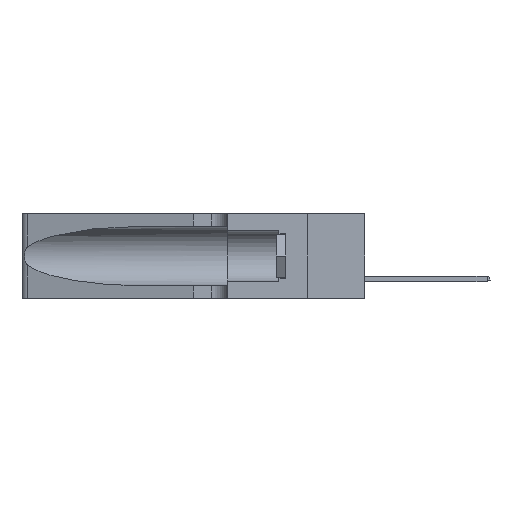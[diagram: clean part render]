
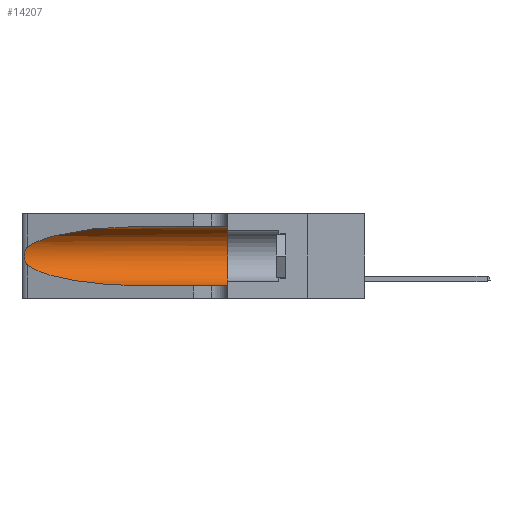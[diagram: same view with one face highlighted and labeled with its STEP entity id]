
A CAD part, left-side view. The second image highlights one B-rep face of the part: STEP entity #14207.
In plain terms, the highlighted cylindrical face has radius 3.308 mm (diameter 6.617 mm), a partial arc.
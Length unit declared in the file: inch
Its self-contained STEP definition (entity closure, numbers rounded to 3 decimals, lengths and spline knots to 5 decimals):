
#152 = CARTESIAN_POINT ( 'NONE',  ( 0.25487, 1.22718, 0.22369 ) ) ;
#424 = DIRECTION ( 'NONE',  ( 0., 0., 1. ) ) ;
#446 = DIRECTION ( 'NONE',  ( 0., 1., 0. ) ) ;
#601 = CARTESIAN_POINT ( 'NONE',  ( 0.26075, 1.23896, 0.19203 ) ) ;
#962 = DIRECTION ( 'NONE',  ( 0., -1., 0. ) ) ;
#1475 = CARTESIAN_POINT ( 'NONE',  ( 0.25487, 1.22718, 0.22369 ) ) ;
#2092 = ORIENTED_EDGE ( 'NONE', *, *, #9597, .F. ) ;
#2489 = AXIS2_PLACEMENT_3D ( 'NONE', #16258, #446, #424 ) ;
#2775 = EDGE_LOOP ( 'NONE', ( #19039, #10942, #26058, #18111, #2092, #5456 ) ) ;
#2811 = CARTESIAN_POINT ( 'NONE',  ( 0.1305, 0.72297, 0.05475 ) ) ;
#2931 = B_SPLINE_CURVE_WITH_KNOTS ( 'NONE', 3,
 ( #17949, #24589, #4860, #9246, #24497, #11427, #601, #4963, #5526, #15990, #18332, #27339, #16176, #9912 ),
 .UNSPECIFIED., .F., .F.,
 ( 4, 2, 2, 2, 2, 2, 4 ),
 ( 0., 0.00027, 0.00053, 0.00107, 0.0016, 0.00187, 0.00214 ),
 .UNSPECIFIED. ) ;
#3038 = EDGE_CURVE ( 'NONE', #19615, #27327, #20206, .T. ) ;
#3736 = VECTOR ( 'NONE', #13178, 39.37008 ) ;
#4860 = CARTESIAN_POINT ( 'NONE',  ( 0.25639, 1.23184, 0.21858 ) ) ;
#4963 = CARTESIAN_POINT ( 'NONE',  ( 0.26075, 1.23896, 0.178 ) ) ;
#5456 = ORIENTED_EDGE ( 'NONE', *, *, #9063, .F. ) ;
#5464 = CARTESIAN_POINT ( 'NONE',  ( 0.1305, 0.72297, 0.31525 ) ) ;
#5526 = CARTESIAN_POINT ( 'NONE',  ( 0.26017, 1.23833, 0.17102 ) ) ;
#7218 = VECTOR ( 'NONE', #962, 39.37008 ) ;
#7551 = CARTESIAN_POINT ( 'NONE',  ( 0.18966, 0.96281, 0.31525 ) ) ;
#8847 =( BOUNDED_CURVE ( )  B_SPLINE_CURVE ( 3, ( #17598, #13389, #24134, #11088 ),
 .UNSPECIFIED., .F., .F. ) 
 B_SPLINE_CURVE_WITH_KNOTS ( ( 4, 4 ),
 ( 3.44316, 4.71239 ),
 .UNSPECIFIED. ) 
 CURVE ( )  GEOMETRIC_REPRESENTATION_ITEM ( )  RATIONAL_B_SPLINE_CURVE ( ( 1., 0.87, 0.87, 1. ) ) 
 REPRESENTATION_ITEM ( '' )  );
#9063 = EDGE_CURVE ( 'NONE', #19615, #26601, #24939, .T. ) ;
#9246 = CARTESIAN_POINT ( 'NONE',  ( 0.25787, 1.23484, 0.2124 ) ) ;
#9597 = EDGE_CURVE ( 'NONE', #26601, #25958, #16395, .T. ) ;
#9912 = CARTESIAN_POINT ( 'NONE',  ( 0.25487, 1.22718, 0.14631 ) ) ;
#10942 = ORIENTED_EDGE ( 'NONE', *, *, #13397, .T. ) ;
#11088 = CARTESIAN_POINT ( 'NONE',  ( 0.1305, 0.72297, 0.05475 ) ) ;
#11248 = VERTEX_POINT ( 'NONE', #2811 ) ;
#11427 = CARTESIAN_POINT ( 'NONE',  ( 0.26018, 1.23835, 0.19895 ) ) ;
#11478 = CARTESIAN_POINT ( 'NONE',  ( 0.25487, 1.22718, 0.14631 ) ) ;
#12209 = CARTESIAN_POINT ( 'NONE',  ( 0.1305, 0.72297, 0.31525 ) ) ;
#12952 = EDGE_CURVE ( 'NONE', #21626, #11248, #8847, .T. ) ;
#13178 = DIRECTION ( 'NONE',  ( 0., -1., 0. ) ) ;
#13267 = LINE ( 'NONE', #19914, #3736 ) ;
#13389 = CARTESIAN_POINT ( 'NONE',  ( 0.2373, 1.15595, 0.08982 ) ) ;
#13397 = EDGE_CURVE ( 'NONE', #27327, #21626, #2931, .T. ) ;
#14207 = ADVANCED_FACE ( 'NONE', ( #25552 ), #15328, .F. ) ;
#14511 = EDGE_CURVE ( 'NONE', #11248, #25958, #13267, .T. ) ;
#15328 = CYLINDRICAL_SURFACE ( 'NONE', #20182, 0.13025 ) ;
#15990 = CARTESIAN_POINT ( 'NONE',  ( 0.25856, 1.23593, 0.16098 ) ) ;
#16176 = CARTESIAN_POINT ( 'NONE',  ( 0.25555, 1.22993, 0.14849 ) ) ;
#16258 = CARTESIAN_POINT ( 'NONE',  ( 0.1305, 0.35, 0.185 ) ) ;
#16352 = CARTESIAN_POINT ( 'NONE',  ( 0.1305, 1.61858, 0.31525 ) ) ;
#16395 = CIRCLE ( 'NONE', #2489, 0.13025 ) ;
#17574 = CARTESIAN_POINT ( 'NONE',  ( 0.1305, 0.35, 0.31525 ) ) ;
#17598 = CARTESIAN_POINT ( 'NONE',  ( 0.25487, 1.22718, 0.14631 ) ) ;
#17949 = CARTESIAN_POINT ( 'NONE',  ( 0.25487, 1.22718, 0.22369 ) ) ;
#18111 = ORIENTED_EDGE ( 'NONE', *, *, #14511, .T. ) ;
#18332 = CARTESIAN_POINT ( 'NONE',  ( 0.25789, 1.23486, 0.15765 ) ) ;
#18760 = DIRECTION ( 'NONE',  ( 0., 0., -1. ) ) ;
#19039 = ORIENTED_EDGE ( 'NONE', *, *, #3038, .T. ) ;
#19271 = CARTESIAN_POINT ( 'NONE',  ( 0.2373, 1.15595, 0.28018 ) ) ;
#19615 = VERTEX_POINT ( 'NONE', #5464 ) ;
#19617 = DIRECTION ( 'NONE',  ( 0., -1., 0. ) ) ;
#19914 = CARTESIAN_POINT ( 'NONE',  ( 0.1305, 1.61858, 0.05475 ) ) ;
#20182 = AXIS2_PLACEMENT_3D ( 'NONE', #21502, #19617, #18760 ) ;
#20206 =( BOUNDED_CURVE ( )  B_SPLINE_CURVE ( 3, ( #12209, #7551, #19271, #1475 ),
 .UNSPECIFIED., .F., .F. ) 
 B_SPLINE_CURVE_WITH_KNOTS ( ( 4, 4 ),
 ( 1.5708, 2.84003 ),
 .UNSPECIFIED. ) 
 CURVE ( )  GEOMETRIC_REPRESENTATION_ITEM ( )  RATIONAL_B_SPLINE_CURVE ( ( 1., 0.87, 0.87, 1. ) ) 
 REPRESENTATION_ITEM ( '' )  );
#20278 = CARTESIAN_POINT ( 'NONE',  ( 0.1305, 0.35, 0.05475 ) ) ;
#21502 = CARTESIAN_POINT ( 'NONE',  ( 0.1305, 1.61858, 0.185 ) ) ;
#21626 = VERTEX_POINT ( 'NONE', #11478 ) ;
#24134 = CARTESIAN_POINT ( 'NONE',  ( 0.18966, 0.96281, 0.05475 ) ) ;
#24497 = CARTESIAN_POINT ( 'NONE',  ( 0.25854, 1.2359, 0.20912 ) ) ;
#24589 = CARTESIAN_POINT ( 'NONE',  ( 0.25555, 1.22994, 0.2215 ) ) ;
#24939 = LINE ( 'NONE', #16352, #7218 ) ;
#25552 = FACE_OUTER_BOUND ( 'NONE', #2775, .T. ) ;
#25958 = VERTEX_POINT ( 'NONE', #20278 ) ;
#26058 = ORIENTED_EDGE ( 'NONE', *, *, #12952, .T. ) ;
#26601 = VERTEX_POINT ( 'NONE', #17574 ) ;
#27327 = VERTEX_POINT ( 'NONE', #152 ) ;
#27339 = CARTESIAN_POINT ( 'NONE',  ( 0.25639, 1.23186, 0.15144 ) ) ;
